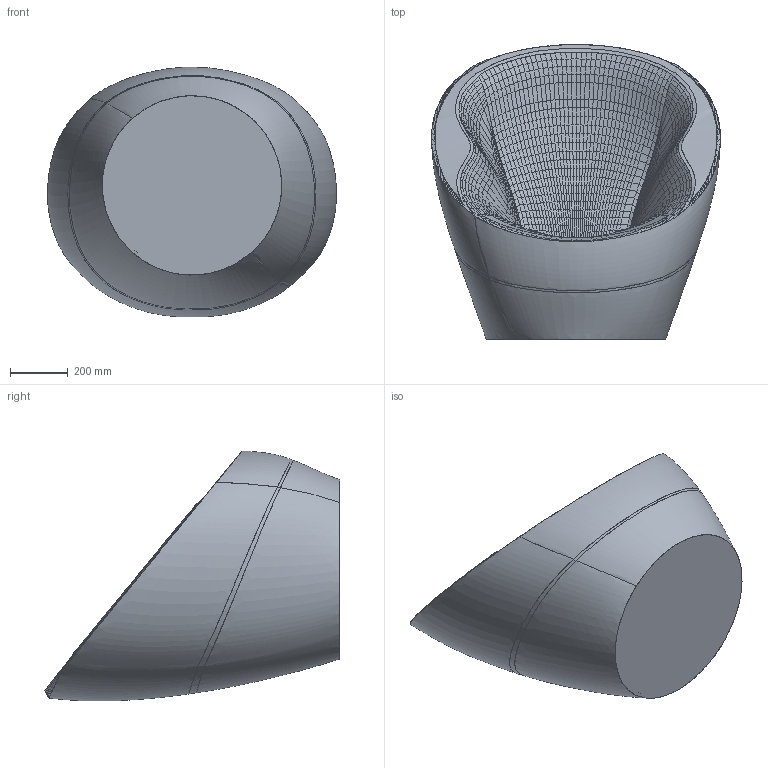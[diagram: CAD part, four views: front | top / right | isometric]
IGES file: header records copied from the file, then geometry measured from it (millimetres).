
Start section: SolidWorks IGES file using analytic representation for surfaces
Global section: file name: OUCH.IGS; native system: SolidWorks 2016; preprocessor: SolidWorks 2016; author: serena.trevisiol; date: 170331.141459; units: millimetre
Bounding box: 999.65 x 1019.92 x 864.09 mm (x, y, z)
Surface area: 3329277.5 mm2 (no closed solid volume)
Topology: 0 solids, 0 shells, 2061 faces, 8369 edges, 8369 vertices
Faces by surface type: bspline 2061
